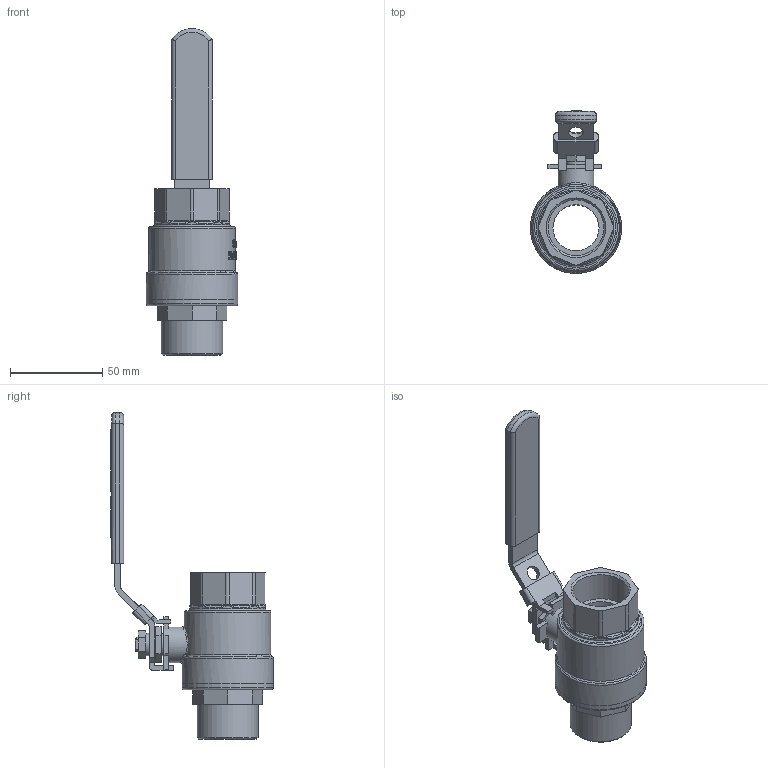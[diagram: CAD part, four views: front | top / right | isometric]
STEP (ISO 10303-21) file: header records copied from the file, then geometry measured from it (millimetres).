
FILE_DESCRIPTION(/* description */ ('789006'),/* implementation_level */ '2;1');
FILE_NAME(/* name */ '789006.stp',/* time_stamp */ '2019-05-13T14:33:25+02:00',/* author */ ('jmorand'),/* organization */ ('Sferaco'),/* preprocessor_version */ 'ST-DEVELOPER v17.2',/* originating_system */ 'Autodesk Inventor 2019',/* authorisation */ '');
FILE_SCHEMA (('AUTOMOTIVE_DESIGN { 1 0 10303 214 3 1 1 }'));
Length unit declared in the file: millimetre
Products named in the file (1): 789006_bd
Bounding box: 49.5 x 88.25 x 177.5 mm (x, y, z)
Volume: 100774.6 mm3; surface area: 44286.1 mm2
Topology: 9 solids, 9 shells, 832 faces, 2206 edges, 1452 vertices
Faces by surface type: bspline 396, plane 314, cylinder 99, torus 15, cone 6, sphere 2
Full cylindrical faces by diameter (mm): 6.647 x1, 7.8 x1, 9.2 x2, 11.835 x1, 12 x1, 19.5 x1, 25 x2, 30.291 x1, 33.249 x1, 41 x1, 47 x1, 49.5 x2
Entity records: 33821 total; most frequent: CARTESIAN_POINT 14736, ORIENTED_EDGE 4412, DIRECTION 2556, EDGE_CURVE 2206, VERTEX_POINT 1452, LINE 1114, VECTOR 1114, EDGE_LOOP 906
